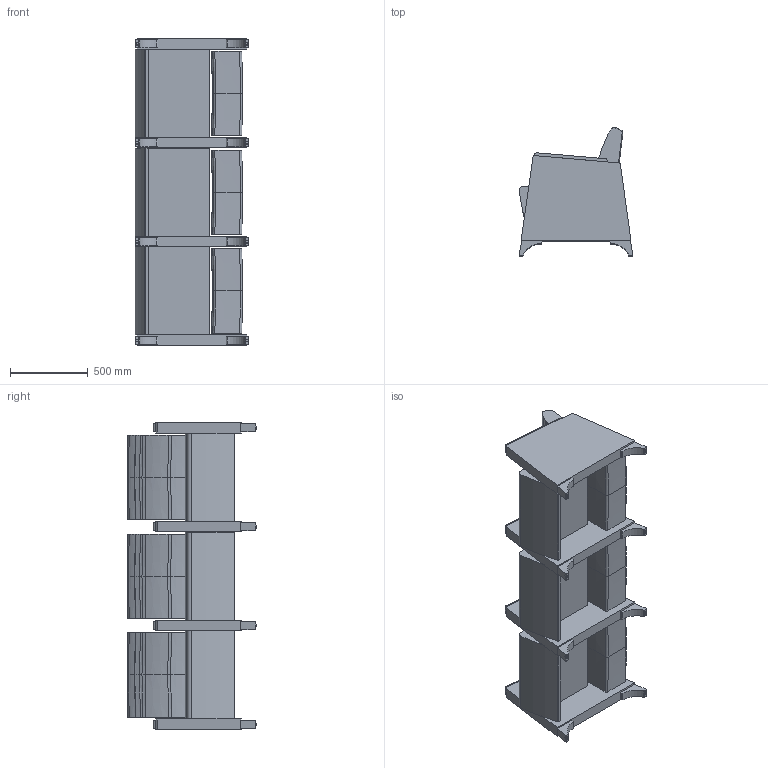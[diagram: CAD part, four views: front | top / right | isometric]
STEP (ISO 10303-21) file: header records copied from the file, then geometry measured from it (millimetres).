
FILE_DESCRIPTION(/* description */ (''),/* implementation_level */ '2;1');
FILE_NAME(/* name */ 'KAU30IJ (SYMBOL).stp',/* time_stamp */ '2017-03-17T13:46:18-04:00',/* author */ ('emerkel'),/* organization */ (''),/* preprocessor_version */ 'ST-DEVELOPER v16.5',/* originating_system */ 'Autodesk Inventor 2017',/* authorisation */ '');
FILE_SCHEMA (('AUTOMOTIVE_DESIGN { 1 0 10303 214 3 1 1 }'));
Length unit declared in the file: inch
Products named in the file (8): KAU30IU-W (SYMBOL); KAD UPH ARM; LEG WBO SQ 2-4 (generic); LEG WBO SQ 2-4 (generic)_1; GLIDE W11-16; CM10B MAC FLAT2; KOU10 NEW BACK; KOU10 SEAT
Assembly tree (24 placements, depth 3):
  KAU30IU-W (SYMBOL)
    KAD UPH ARM  x4
    LEG WBO SQ 2-4 (generic)  x8
      LEG WBO SQ 2-4 (generic)_1
      GLIDE W11-16
    CM10B MAC FLAT2  x4
    KOU10 NEW BACK  x3
    KOU10 SEAT  x3
Bounding box: 729.47 x 827.42 x 1975.99 mm (x, y, z)
Volume: 382130801.5 mm3; surface area: 10090241.1 mm2
Topology: 38 solids, 38 shells, 539 faces, 1187 edges, 724 vertices
Faces by surface type: plane 165, bspline 132, cone 120, cylinder 114, torus 8
Full cylindrical faces by diameter (mm): 5.842 x16, 8.509 x8, 9.525 x8, 18.263 x8, 19.05 x8
Entity records: 3992 total; most frequent: CARTESIAN_POINT 1404, DIRECTION 490, ORIENTED_EDGE 452, EDGE_CURVE 225, AXIS2_PLACEMENT_3D 214, VERTEX_POINT 150, EDGE_LOOP 136, FACE_OUTER_BOUND 111
